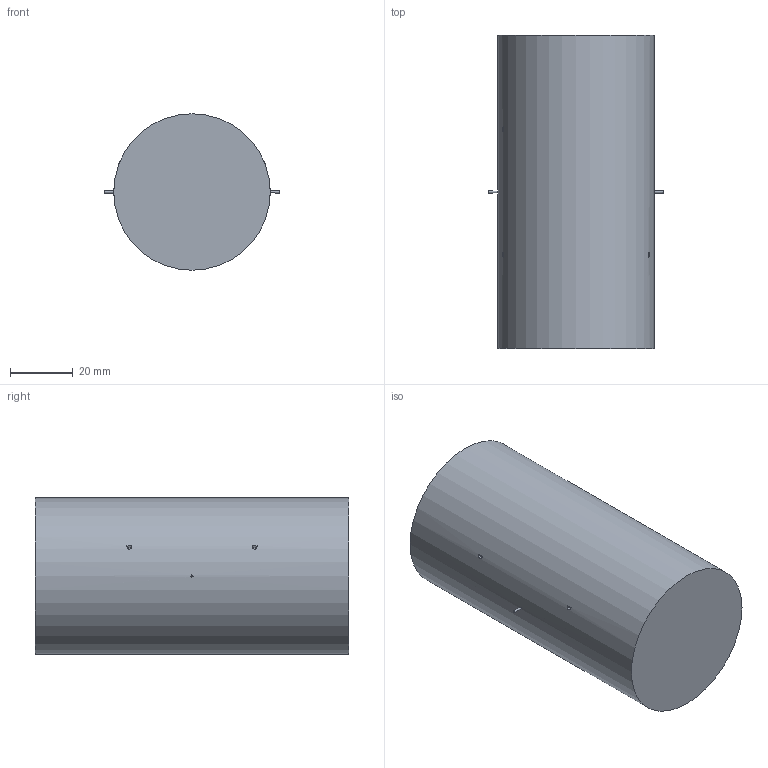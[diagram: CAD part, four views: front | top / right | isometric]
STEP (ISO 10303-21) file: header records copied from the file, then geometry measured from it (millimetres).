
FILE_DESCRIPTION(('Open CASCADE Model'),'2;1');
FILE_NAME('Open CASCADE Shape Model','2025-11-20T00:32:44',('Author'),( 'Open CASCADE'),'Open CASCADE STEP processor 7.8','Open CASCADE 7.8' ,'Unknown');
FILE_SCHEMA(('AUTOMOTIVE_DESIGN { 1 0 10303 214 1 1 1 1 }'));
Length unit declared in the file: millimetre
Products named in the file (1): Open CASCADE STEP translator 7.8 1
Bounding box: 56 x 100 x 50 mm (x, y, z)
Volume: 196350.5 mm3; surface area: 19649.5 mm2
Topology: 1 solids, 1 shells, 13 faces, 21 edges, 14 vertices
Faces by surface type: plane 7, cylinder 6
Full cylindrical faces by diameter (mm): 0.64 x2, 50 x1
Entity records: 1212 total; most frequent: CARTESIAN_POINT 772, DIRECTION 71, ORIENTED_EDGE 42, PCURVE 42, DEFINITIONAL_REPRESENTATION 42, B_SPLINE_CURVE_WITH_KNOTS 27, LINE 22, VECTOR 22
